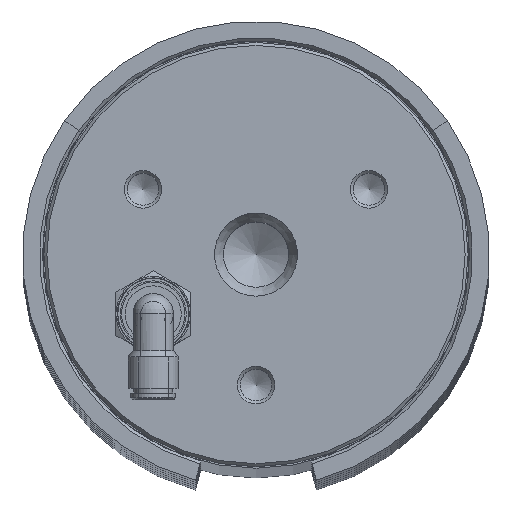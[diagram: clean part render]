
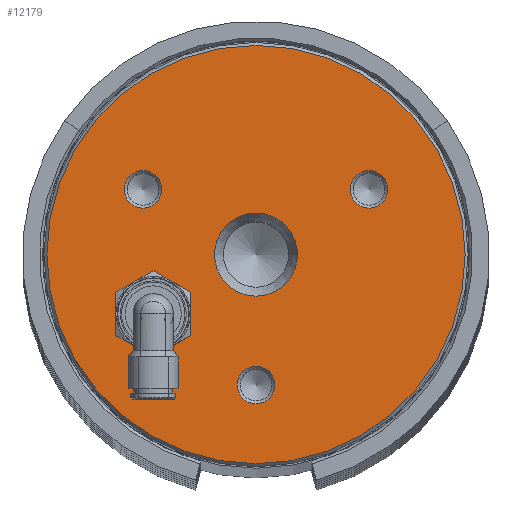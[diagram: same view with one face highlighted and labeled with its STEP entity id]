
A CAD part, top view. The second image highlights one B-rep face of the part: STEP entity #12179.
In plain terms, the highlighted face is planar.
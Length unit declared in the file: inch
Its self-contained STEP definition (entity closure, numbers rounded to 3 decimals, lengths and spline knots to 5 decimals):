
#108 = EDGE_CURVE ( 'NONE', #1341, #1341, #5880, .T. ) ;
#122 = DIRECTION ( 'NONE',  ( -1., 0., 0. ) ) ;
#136 = VERTEX_POINT ( 'NONE', #10259 ) ;
#352 = DIRECTION ( 'NONE',  ( -1., 0., 0. ) ) ;
#531 = ORIENTED_EDGE ( 'NONE', *, *, #13899, .T. ) ;
#752 = AXIS2_PLACEMENT_3D ( 'NONE', #14684, #7253, #3657 ) ;
#1243 = FACE_BOUND ( 'NONE', #2993, .T. ) ;
#1341 = VERTEX_POINT ( 'NONE', #6235 ) ;
#1837 = EDGE_LOOP ( 'NONE', ( #531 ) ) ;
#2314 = AXIS2_PLACEMENT_3D ( 'NONE', #8472, #12182, #122 ) ;
#2693 = CARTESIAN_POINT ( 'NONE',  ( 0., 1.25, -1.8775 ) ) ;
#2880 = VERTEX_POINT ( 'NONE', #13720 ) ;
#2989 = EDGE_LOOP ( 'NONE', ( #11979 ) ) ;
#2993 = EDGE_LOOP ( 'NONE', ( #7339 ) ) ;
#3116 = CIRCLE ( 'NONE', #3129, 0.19783 ) ;
#3129 = AXIS2_PLACEMENT_3D ( 'NONE', #4637, #9772, #8486 ) ;
#3324 = CARTESIAN_POINT ( 'NONE',  ( 0., 0., -1.8775 ) ) ;
#3581 = FACE_BOUND ( 'NONE', #2989, .T. ) ;
#3657 = DIRECTION ( 'NONE',  ( -1., 0., 0. ) ) ;
#4124 = DIRECTION ( 'NONE',  ( 0., 0., -1. ) ) ;
#4375 = EDGE_CURVE ( 'NONE', #136, #136, #14561, .T. ) ;
#4637 = CARTESIAN_POINT ( 'NONE',  ( 0., -1.375, -1.8775 ) ) ;
#4932 = FACE_BOUND ( 'NONE', #14474, .T. ) ;
#5091 = FACE_OUTER_BOUND ( 'NONE', #1837, .T. ) ;
#5131 = CARTESIAN_POINT ( 'NONE',  ( -1.19078, 0.6875, -1.8775 ) ) ;
#5327 = CARTESIAN_POINT ( 'NONE',  ( 0., 0., -1.8775 ) ) ;
#5880 = CIRCLE ( 'NONE', #752, 0.19783 ) ;
#6059 = VERTEX_POINT ( 'NONE', #12180 ) ;
#6235 = CARTESIAN_POINT ( 'NONE',  ( 0.99295, 0.6875, -1.8775 ) ) ;
#6263 = ORIENTED_EDGE ( 'NONE', *, *, #4375, .F. ) ;
#7173 = AXIS2_PLACEMENT_3D ( 'NONE', #5327, #4124, #352 ) ;
#7253 = DIRECTION ( 'NONE',  ( 0., 0., -1. ) ) ;
#7274 = EDGE_CURVE ( 'NONE', #2880, #2880, #13082, .T. ) ;
#7339 = ORIENTED_EDGE ( 'NONE', *, *, #108, .F. ) ;
#7522 = DIRECTION ( 'NONE',  ( 0., 0., -1. ) ) ;
#7612 = EDGE_LOOP ( 'NONE', ( #6263 ) ) ;
#7756 = VERTEX_POINT ( 'NONE', #12929 ) ;
#8083 = ORIENTED_EDGE ( 'NONE', *, *, #7274, .F. ) ;
#8163 = CIRCLE ( 'NONE', #12811, 0.19783 ) ;
#8472 = CARTESIAN_POINT ( 'NONE',  ( 2.25, -8.31545, -1.8775 ) ) ;
#8486 = DIRECTION ( 'NONE',  ( -1., 0., 0. ) ) ;
#8959 = EDGE_CURVE ( 'NONE', #7756, #7756, #8163, .T. ) ;
#8983 = CIRCLE ( 'NONE', #7173, 2.204 ) ;
#9207 = CARTESIAN_POINT ( 'NONE',  ( -2.204, 0., -1.8775 ) ) ;
#9645 = DIRECTION ( 'NONE',  ( 0., 0., -1. ) ) ;
#9772 = DIRECTION ( 'NONE',  ( 0., 0., -1. ) ) ;
#10157 = DIRECTION ( 'NONE',  ( -1., 0., 0. ) ) ;
#10247 = AXIS2_PLACEMENT_3D ( 'NONE', #2693, #11620, #10157 ) ;
#10259 = CARTESIAN_POINT ( 'NONE',  ( -0.4375, 0., -1.8775 ) ) ;
#11620 = DIRECTION ( 'NONE',  ( 0., 0., -1. ) ) ;
#11797 = VERTEX_POINT ( 'NONE', #9207 ) ;
#11979 = ORIENTED_EDGE ( 'NONE', *, *, #15835, .F. ) ;
#12179 = ADVANCED_FACE ( 'NONE', ( #3581, #1243, #4932, #13399, #13312, #5091 ), #14689, .T. ) ;
#12180 = CARTESIAN_POINT ( 'NONE',  ( -0.19783, -1.375, -1.8775 ) ) ;
#12182 = DIRECTION ( 'NONE',  ( 0., 0., -1. ) ) ;
#12811 = AXIS2_PLACEMENT_3D ( 'NONE', #5131, #7522, #13661 ) ;
#12929 = CARTESIAN_POINT ( 'NONE',  ( -1.38862, 0.6875, -1.8775 ) ) ;
#13082 = CIRCLE ( 'NONE', #10247, 0.32898 ) ;
#13312 = FACE_BOUND ( 'NONE', #7612, .T. ) ;
#13340 = EDGE_LOOP ( 'NONE', ( #8083 ) ) ;
#13399 = FACE_BOUND ( 'NONE', #13340, .T. ) ;
#13661 = DIRECTION ( 'NONE',  ( -1., 0., 0. ) ) ;
#13720 = CARTESIAN_POINT ( 'NONE',  ( -0.32898, 1.25, -1.8775 ) ) ;
#13899 = EDGE_CURVE ( 'NONE', #11797, #11797, #8983, .T. ) ;
#14474 = EDGE_LOOP ( 'NONE', ( #15533 ) ) ;
#14561 = CIRCLE ( 'NONE', #15611, 0.4375 ) ;
#14684 = CARTESIAN_POINT ( 'NONE',  ( 1.19078, 0.6875, -1.8775 ) ) ;
#14689 = PLANE ( 'NONE',  #2314 ) ;
#15533 = ORIENTED_EDGE ( 'NONE', *, *, #8959, .F. ) ;
#15611 = AXIS2_PLACEMENT_3D ( 'NONE', #3324, #9645, #15717 ) ;
#15717 = DIRECTION ( 'NONE',  ( -1., 0., 0. ) ) ;
#15835 = EDGE_CURVE ( 'NONE', #6059, #6059, #3116, .T. ) ;
